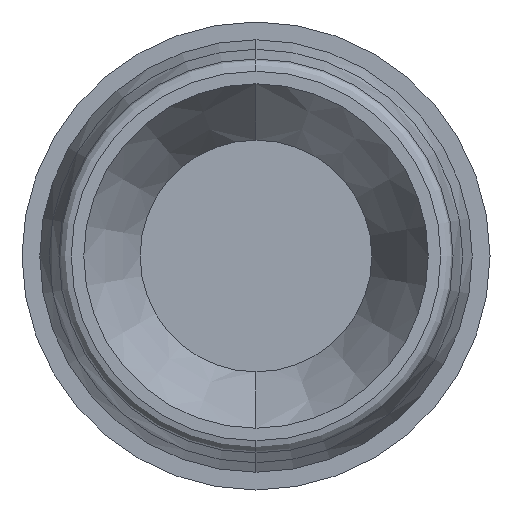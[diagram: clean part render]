
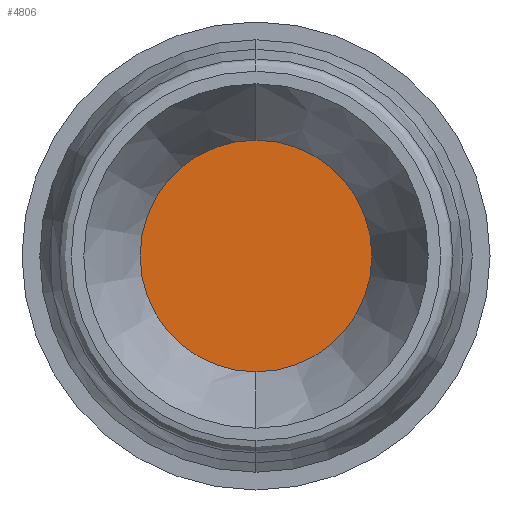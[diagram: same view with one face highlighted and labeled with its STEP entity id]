
A CAD part, left-side view. The second image highlights one B-rep face of the part: STEP entity #4806.
In plain terms, the highlighted face is planar.
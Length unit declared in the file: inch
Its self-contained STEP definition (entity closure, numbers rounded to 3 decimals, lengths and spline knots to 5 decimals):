
#258 = FACE_OUTER_BOUND ( 'NONE', #3874, .T. ) ;
#374 = EDGE_CURVE ( 'NONE', #1731, #1886, #3490, .T. ) ;
#1043 = CARTESIAN_POINT ( 'NONE',  ( -0.04704, 0., -0.10322 ) ) ;
#1126 = AXIS2_PLACEMENT_3D ( 'NONE', #1394, #1349, #2951 ) ;
#1349 = DIRECTION ( 'NONE',  ( 0., 0., -1. ) ) ;
#1394 = CARTESIAN_POINT ( 'NONE',  ( 0., 0.04704, -0.10322 ) ) ;
#1449 = PLANE ( 'NONE',  #1126 ) ;
#1478 = CARTESIAN_POINT ( 'NONE',  ( 0.04704, 0., -0.10322 ) ) ;
#1649 = DIRECTION ( 'NONE',  ( 0., 0., -1. ) ) ;
#1726 = AXIS2_PLACEMENT_3D ( 'NONE', #3282, #4425, #2111 ) ;
#1731 = VERTEX_POINT ( 'NONE', #1478 ) ;
#1886 = VERTEX_POINT ( 'NONE', #1043 ) ;
#2111 = DIRECTION ( 'NONE',  ( -1., 0., 0. ) ) ;
#2341 = CARTESIAN_POINT ( 'NONE',  ( 0., 0., -0.10322 ) ) ;
#2588 = AXIS2_PLACEMENT_3D ( 'NONE', #2341, #1649, #4704 ) ;
#2951 = DIRECTION ( 'NONE',  ( -1., 0., 0. ) ) ;
#3001 = ORIENTED_EDGE ( 'NONE', *, *, #3999, .F. ) ;
#3282 = CARTESIAN_POINT ( 'NONE',  ( 0., 0., -0.10322 ) ) ;
#3490 = CIRCLE ( 'NONE', #2588, 0.04704 ) ;
#3874 = EDGE_LOOP ( 'NONE', ( #3001, #4701 ) ) ;
#3999 = EDGE_CURVE ( 'NONE', #1886, #1731, #4418, .T. ) ;
#4418 = CIRCLE ( 'NONE', #1726, 0.04704 ) ;
#4425 = DIRECTION ( 'NONE',  ( 0., 0., -1. ) ) ;
#4701 = ORIENTED_EDGE ( 'NONE', *, *, #374, .F. ) ;
#4704 = DIRECTION ( 'NONE',  ( -1., 0., 0. ) ) ;
#4806 = ADVANCED_FACE ( 'NONE', ( #258 ), #1449, .F. ) ;
